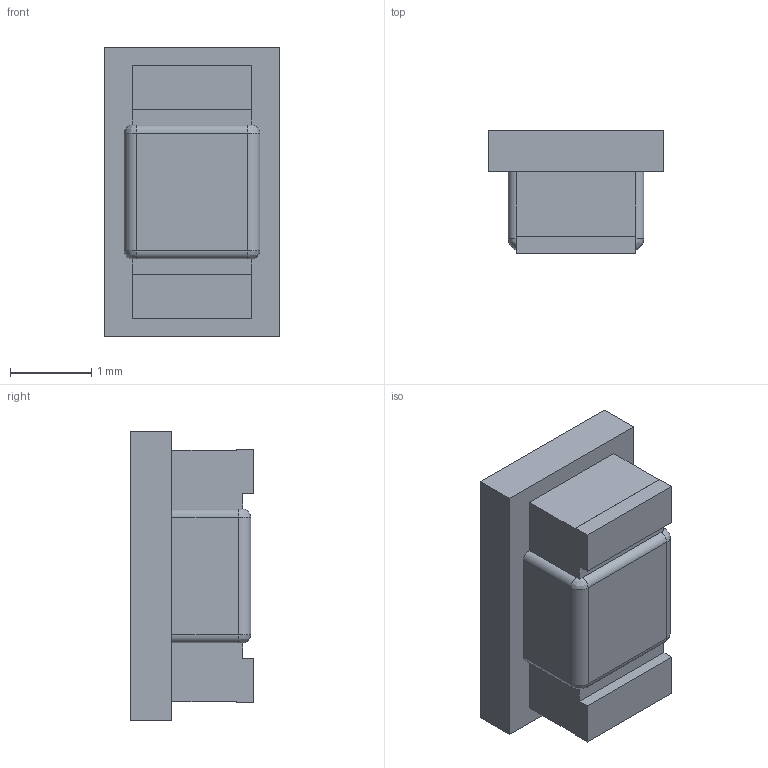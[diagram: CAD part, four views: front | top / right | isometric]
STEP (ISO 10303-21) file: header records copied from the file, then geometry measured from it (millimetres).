
FILE_DESCRIPTION (( 'STEP AP214' ), '1' );
FILE_NAME ('Coilcraft-1206CS-DEFAULT.STEP', '2011-03-10T14:24:14', ( 'sysAdmin' ), ( 'SolidWorks' ), 'SwSTEP 2.0', 'SolidWorks 2011', '' );
FILE_SCHEMA (( 'AUTOMOTIVE_DESIGN' ));
Length unit declared in the file: millimetre
Products named in the file (1): Coilcraft-1206CS-DEFAULT
Bounding box: 2.16 x 1.52 x 3.56 mm (x, y, z)
Volume: 8.7 mm3; surface area: 30.8 mm2
Topology: 1 solids, 1 shells, 46 faces, 112 edges, 72 vertices
Faces by surface type: plane 28, cylinder 14, bspline 4
Entity records: 1956 total; most frequent: CARTESIAN_POINT 339, ORIENTED_EDGE 224, DIRECTION 218, EDGE_CURVE 112, VECTOR 76, LINE 76, VERTEX_POINT 72, AXIS2_PLACEMENT_3D 71
